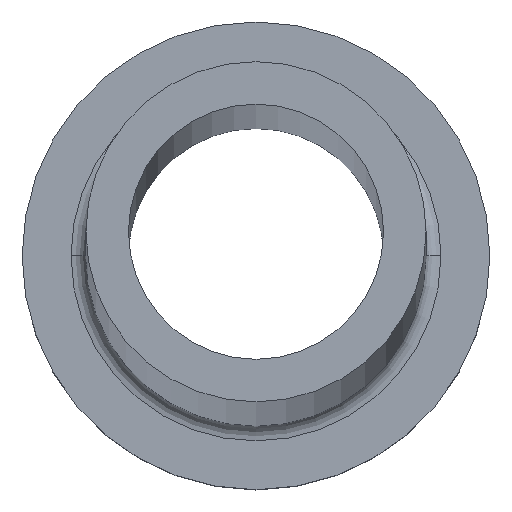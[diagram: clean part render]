
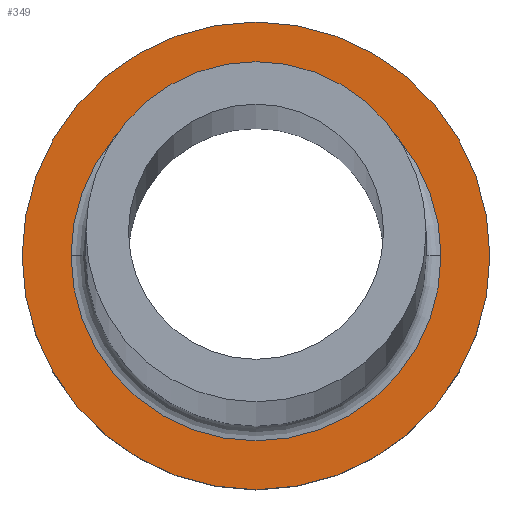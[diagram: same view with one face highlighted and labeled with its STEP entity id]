
A CAD part, top view. The second image highlights one B-rep face of the part: STEP entity #349.
In plain terms, the highlighted planar face has unit normal (0, 0, 1).
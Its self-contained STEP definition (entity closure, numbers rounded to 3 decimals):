
#34 = CARTESIAN_POINT ( 'NONE',  ( 0., 0., 7. ) ) ;
#52 = DIRECTION ( 'NONE',  ( 0., 0., -1. ) ) ;
#54 = CIRCLE ( 'NONE', #228, 11. ) ;
#68 = EDGE_LOOP ( 'NONE', ( #309, #243 ) ) ;
#74 = VERTEX_POINT ( 'NONE', #285 ) ;
#95 = ORIENTED_EDGE ( 'NONE', *, *, #272, .T. ) ;
#97 = EDGE_CURVE ( 'NONE', #146, #299, #348, .T. ) ;
#98 = CIRCLE ( 'NONE', #371, 8.7 ) ;
#118 = EDGE_CURVE ( 'NONE', #305, #74, #54, .T. ) ;
#126 = DIRECTION ( 'NONE',  ( 0., 0., 1. ) ) ;
#137 = AXIS2_PLACEMENT_3D ( 'NONE', #362, #195, #241 ) ;
#146 = VERTEX_POINT ( 'NONE', #251 ) ;
#148 = AXIS2_PLACEMENT_3D ( 'NONE', #34, #126, #295 ) ;
#157 = DIRECTION ( 'NONE',  ( 0., 0., -1. ) ) ;
#167 = DIRECTION ( 'NONE',  ( 1., 0., 0. ) ) ;
#173 = CARTESIAN_POINT ( 'NONE',  ( 0., 0., 7. ) ) ;
#189 = ORIENTED_EDGE ( 'NONE', *, *, #97, .T. ) ;
#192 = DIRECTION ( 'NONE',  ( 1., 0., 0. ) ) ;
#195 = DIRECTION ( 'NONE',  ( 0., 0., 1. ) ) ;
#209 = CARTESIAN_POINT ( 'NONE',  ( 0., 0., 7. ) ) ;
#213 = CARTESIAN_POINT ( 'NONE',  ( -8.7, 0., 7. ) ) ;
#221 = CIRCLE ( 'NONE', #148, 11. ) ;
#226 = CARTESIAN_POINT ( 'NONE',  ( 0., 0., 7. ) ) ;
#228 = AXIS2_PLACEMENT_3D ( 'NONE', #226, #365, #192 ) ;
#234 = FACE_OUTER_BOUND ( 'NONE', #68, .T. ) ;
#238 = CARTESIAN_POINT ( 'NONE',  ( 11., 0., 7. ) ) ;
#241 = DIRECTION ( 'NONE',  ( 1., 0., 0. ) ) ;
#243 = ORIENTED_EDGE ( 'NONE', *, *, #118, .T. ) ;
#251 = CARTESIAN_POINT ( 'NONE',  ( 8.7, 0., 7. ) ) ;
#263 = AXIS2_PLACEMENT_3D ( 'NONE', #173, #52, #167 ) ;
#270 = PLANE ( 'NONE',  #137 ) ;
#272 = EDGE_CURVE ( 'NONE', #299, #146, #98, .T. ) ;
#275 = EDGE_CURVE ( 'NONE', #74, #305, #221, .T. ) ;
#285 = CARTESIAN_POINT ( 'NONE',  ( -11., 0., 7. ) ) ;
#295 = DIRECTION ( 'NONE',  ( 1., 0., 0. ) ) ;
#299 = VERTEX_POINT ( 'NONE', #213 ) ;
#305 = VERTEX_POINT ( 'NONE', #238 ) ;
#309 = ORIENTED_EDGE ( 'NONE', *, *, #275, .T. ) ;
#310 = FACE_BOUND ( 'NONE', #369, .T. ) ;
#330 = DIRECTION ( 'NONE',  ( 1., 0., 0. ) ) ;
#348 = CIRCLE ( 'NONE', #263, 8.7 ) ;
#349 = ADVANCED_FACE ( 'NONE', ( #310, #234 ), #270, .T. ) ;
#362 = CARTESIAN_POINT ( 'NONE',  ( 0., 0., 7. ) ) ;
#365 = DIRECTION ( 'NONE',  ( 0., 0., 1. ) ) ;
#369 = EDGE_LOOP ( 'NONE', ( #189, #95 ) ) ;
#371 = AXIS2_PLACEMENT_3D ( 'NONE', #209, #157, #330 ) ;
